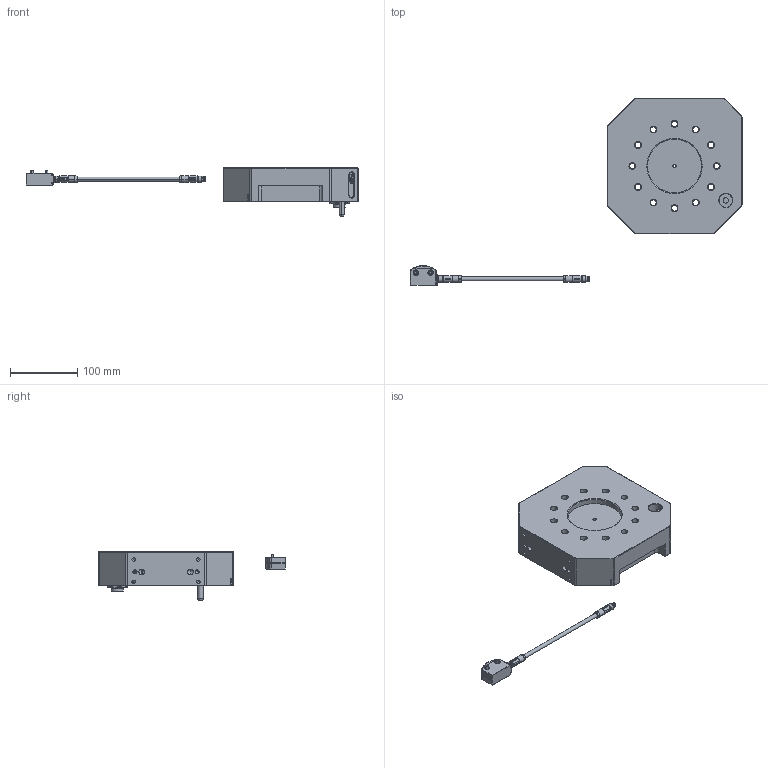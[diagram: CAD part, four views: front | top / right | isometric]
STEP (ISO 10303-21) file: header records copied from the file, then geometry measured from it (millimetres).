
FILE_DESCRIPTION (( 'STEP AP214' ), '1' );
FILE_NAME ('P7721.STEP', '2023-09-18T14:18:42', ( '' ), ( '' ), 'SwSTEP 2.0', 'SolidWorks 2021', '' );
FILE_SCHEMA (( 'AUTOMOTIVE_DESIGN' ));
Length unit declared in the file: millimetre
Products named in the file (1): P7721
Bounding box: 492.1 x 277 x 72 mm (x, y, z)
Volume: 1505631.7 mm3; surface area: 229047.7 mm2
Topology: 16 solids, 16 shells, 2401 faces, 6223 edges, 4030 vertices
Faces by surface type: plane 1266, cylinder 437, bspline 418, cone 224, torus 56
Entity records: 121496 total; most frequent: CARTESIAN_POINT 39970, ORIENTED_EDGE 12310, DIRECTION 9614, EDGE_CURVE 6155, VERTEX_POINT 4030, LINE 3528, VECTOR 3528, AXIS2_PLACEMENT_3D 3043
